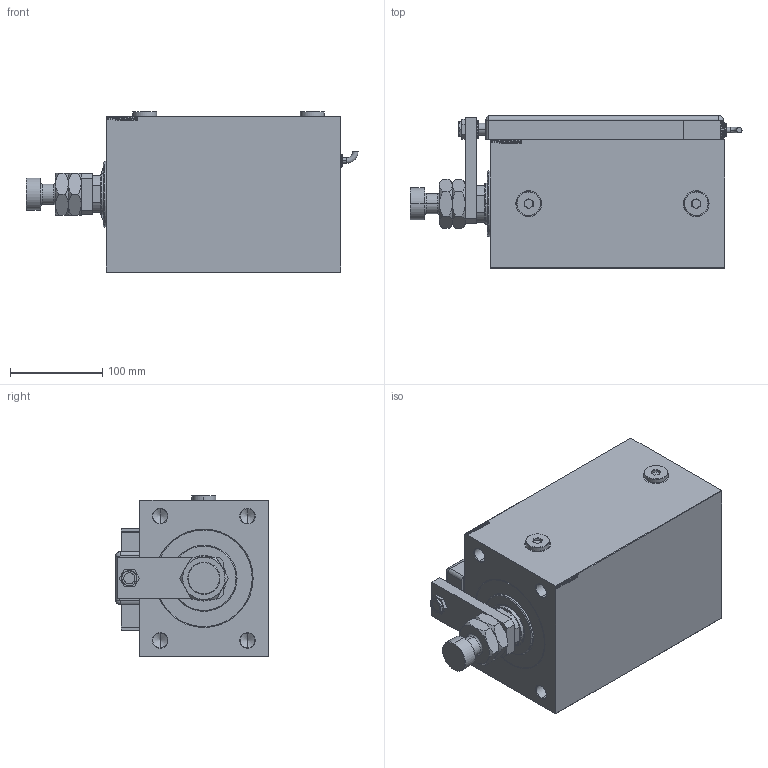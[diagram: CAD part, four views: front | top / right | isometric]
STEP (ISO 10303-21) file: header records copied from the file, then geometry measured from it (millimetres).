
FILE_DESCRIPTION (( 'STEP AP203' ), '1' );
FILE_NAME ('01b6.STEP', '2024-02-11T23:47:45', ( '' ), ( '' ), 'SwSTEP 2.0', 'SolidWorks 2019', '' );
FILE_SCHEMA (( 'CONFIG_CONTROL_DESIGN' ));
Length unit declared in the file: millimetre
Products named in the file (15): V450CM_VC_B 712ff685e260dc6ab877637d7d59fb18; Q_T_W_MFA 712ff685e260dc6ab877637d7d59fb18; Zatka_OIL_PORT 712ff685e260dc6ab877637d7d59fb18; V450CM_B_Body 712ff685e260dc6ab877637d7d59fb18; 01b6; NUT_D19 712ff685e260dc6ab877637d7d59fb18; ZARAZKA_Q 712ff685e260dc6ab877637d7d59fb18; SWITCH DIM A_G 712ff685e260dc6ab877637d7d59fb18; SWITCH_Q_FRONT_BACK 712ff685e260dc6ab877637d7d59fb18; MAGNETIC SWITCH Q 712ff685e260dc6ab877637d7d59fb18; KRYT 712ff685e260dc6ab877637d7d59fb18; TYC 712ff685e260dc6ab877637d7d59fb18; NUT_D13 712ff685e260dc6ab877637d7d59fb18; V450CM_B_VCP 712ff685e260dc6ab877637d7d59fb18; SWITCH Q 712ff685e260dc6ab877637d7d59fb18
Assembly tree (16 placements, depth 3):
  01b6
    V450CM_B_Body 712ff685e260dc6ab877637d7d59fb18
    V450CM_B_VCP 712ff685e260dc6ab877637d7d59fb18
    V450CM_VC_B 712ff685e260dc6ab877637d7d59fb18
    MAGNETIC SWITCH Q 712ff685e260dc6ab877637d7d59fb18
      SWITCH_Q_FRONT_BACK 712ff685e260dc6ab877637d7d59fb18
      TYC 712ff685e260dc6ab877637d7d59fb18
      ZARAZKA_Q 712ff685e260dc6ab877637d7d59fb18
      SWITCH DIM A_G 712ff685e260dc6ab877637d7d59fb18
      NUT_D19 712ff685e260dc6ab877637d7d59fb18
      NUT_D13 712ff685e260dc6ab877637d7d59fb18
      KRYT 712ff685e260dc6ab877637d7d59fb18
      SWITCH Q 712ff685e260dc6ab877637d7d59fb18  x2
    Q_T_W_MFA 712ff685e260dc6ab877637d7d59fb18
    Zatka_OIL_PORT 712ff685e260dc6ab877637d7d59fb18  x2
Bounding box: 360.76 x 165.8 x 174.9 mm (x, y, z)
Volume: 5378644.1 mm3; surface area: 497760.6 mm2
Topology: 16 solids, 16 shells, 1374 faces, 3438 edges, 2233 vertices
Faces by surface type: plane 658, bspline 471, cylinder 131, cone 86, torus 26, sphere 2
Entity records: 63231 total; most frequent: CARTESIAN_POINT 33215, ORIENTED_EDGE 6568, DIRECTION 4334, EDGE_CURVE 3284, VERTEX_POINT 2149, LINE 1922, VECTOR 1922, EDGE_LOOP 1491
